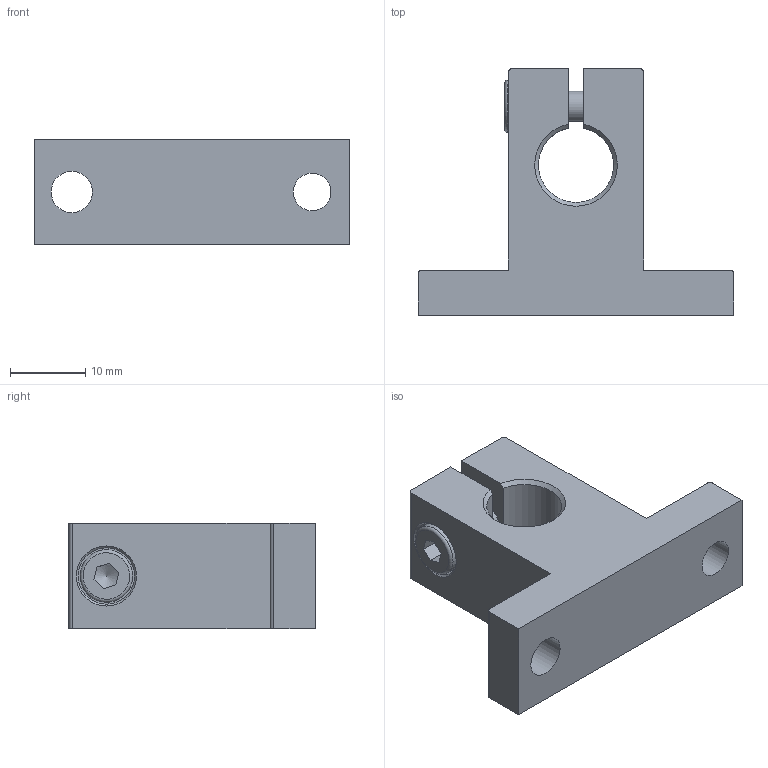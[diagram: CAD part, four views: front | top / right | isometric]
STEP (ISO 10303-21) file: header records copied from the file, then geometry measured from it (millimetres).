
FILE_DESCRIPTION(/* description */ (''),/* implementation_level */ '2;1');
FILE_NAME(/* name */ 'Suporte Eixo guia Linear 10mm.stp',/* time_stamp */ '2018-10-22T19:34:26-03:00',/* author */ ('Thiago'),/* organization */ (''),/* preprocessor_version */ 'ST-DEVELOPER v16.5',/* originating_system */ 'Autodesk Inventor 2017',/* authorisation */ '');
FILE_SCHEMA (('AUTOMOTIVE_DESIGN { 1 0 10303 214 3 1 1 }'));
Length unit declared in the file: millimetre
Products named in the file (3): Suporte Eixo guia Linear 8mm; Suporte Eixo guia Linear 8mm_1; AS 1420 - 1973 - M4 x 14
Assembly tree (2 placements, depth 2):
  Suporte Eixo guia Linear 8mm
    Suporte Eixo guia Linear 8mm_1
    AS 1420 - 1973 - M4 x 14
Bounding box: 42 x 32.8 x 14 mm (x, y, z)
Volume: 8678.1 mm3; surface area: 4588.4 mm2
Topology: 2 solids, 2 shells, 45 faces, 109 edges, 70 vertices
Faces by surface type: plane 23, cylinder 12, cone 8, torus 2
Full cylindrical faces by diameter (mm): 4 x3, 5 x1, 5.5 x1, 7 x1, 7.5 x1
Entity records: 1332 total; most frequent: DIRECTION 224, CARTESIAN_POINT 224, ORIENTED_EDGE 186, EDGE_CURVE 93, AXIS2_PLACEMENT_3D 87, EDGE_LOOP 70, VERTEX_POINT 69, LINE 50
